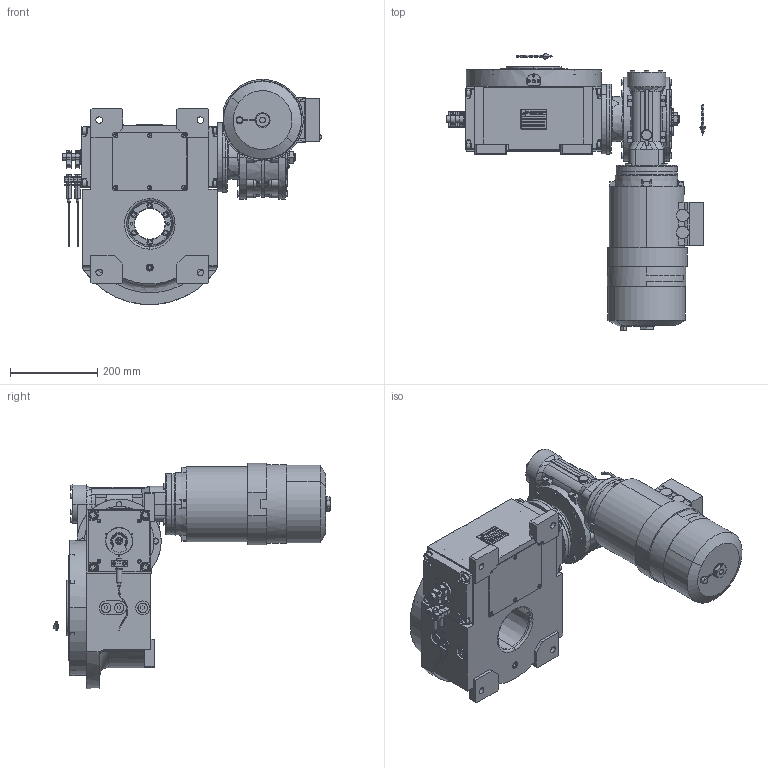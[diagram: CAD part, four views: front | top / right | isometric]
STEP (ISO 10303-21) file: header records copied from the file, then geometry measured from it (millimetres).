
FILE_DESCRIPTION (( 'STEP AP203' ), '1' );
FILE_NAME ('PC5201979.step', '2026-03-25T16:28:58', ( '' ), ( '' ), 'SwSTEP 2.0', 'SolidWorks 2020', '' );
FILE_SCHEMA (( 'CONFIG_CONTROL_DESIGN' ));
Length unit declared in the file: millimetre
Products named in the file (97): cfn2000_01_126; cfn2000_01_099; CFN2010_01_020.stp; rig09_003_8; rig09_004; rig09_071_8_m.stp; AS_rig09_002_bl_003; olio_agip_blasia_150; cfn2155_01_095; cfn2115_02_057; RIG09_005_ASM.stp; AS_cfn2400_04_003; CFN2223_02_004.stp; cfn2003_01_054; CFN2356_03_053.stp; rig09_017; AS_rig09_016; cfn2128_04_002; AS_900_38_11_06_4; CFN2400_04_003-1.stp; PC5201979; cfn2000_01_081; RMI85_F3_LCB_SX_90B14; CFN2155_01_195.stp; cfn2476_01_002_60x46; AS_rig09_017; cfn2000_01_161; cfn2107_01_001; cfn2070_05_009; RIG09_005_AF0.stp; CFN2203_02_002.stp; CFN2401_01_003.stp; cfn2128_19_002; rig09_010_s_001; cfn2115_02_058; CFN2223_02_003.stp; rig09_016; rig09_001_a; cfn2276_01_056; cfn2151_01_115 ...
Assembly tree (89 placements, depth 5):
  CFN2010_01_020.stp
  olio_agip_blasia_150
  cfn2115_02_057
  CFN2223_02_004.stp
  CFN2356_03_053.stp
Bounding box: 594.5 x 636 x 516.31 mm (x, y, z)
Volume: 17689841.7 mm3; surface area: 1878930 mm2
Topology: 77 solids, 98 shells, 3723 faces, 9182 edges, 5895 vertices
Faces by surface type: plane 1820, cylinder 1132, cone 512, torus 206, bspline 49, sphere 4
Entity records: 135681 total; most frequent: CARTESIAN_POINT 41373, DIRECTION 17513, ORIENTED_EDGE 17378, EDGE_CURVE 8693, AXIS2_PLACEMENT_3D 6359, VERTEX_POINT 5630, VECTOR 4795, LINE 4795
